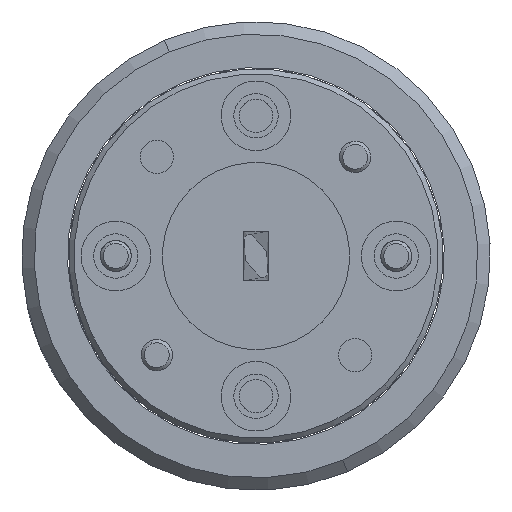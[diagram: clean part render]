
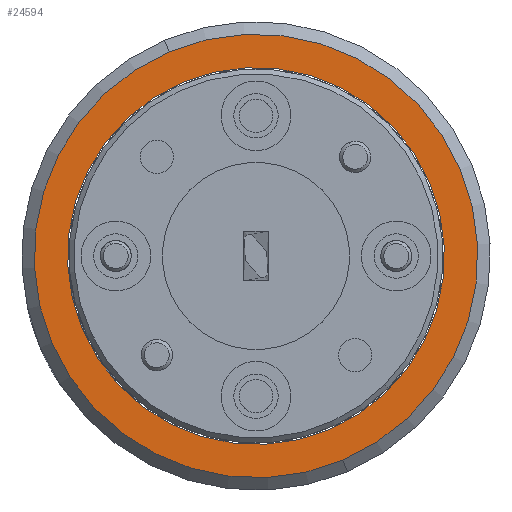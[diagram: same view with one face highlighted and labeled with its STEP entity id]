
A CAD part, left-side view. The second image highlights one B-rep face of the part: STEP entity #24594.
In plain terms, the highlighted planar face has unit normal (-1, 0, 0).
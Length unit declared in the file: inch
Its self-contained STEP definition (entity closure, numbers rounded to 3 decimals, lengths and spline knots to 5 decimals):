
#470 = CARTESIAN_POINT ( 'NONE',  ( -2.09809, -0.10385, -0.81183 ) ) ;
#3000 = CARTESIAN_POINT ( 'NONE',  ( -2.09809, 0.07003, -0.40221 ) ) ;
#4434 = EDGE_CURVE ( 'NONE', #53925, #49072, #45671, .T. ) ;
#5733 = ORIENTED_EDGE ( 'NONE', *, *, #18089, .T. ) ;
#5887 = EDGE_CURVE ( 'NONE', #23270, #41932, #51340, .T. ) ;
#5983 = AXIS2_PLACEMENT_3D ( 'NONE', #45302, #35672, #35359 ) ;
#8242 = DIRECTION ( 'NONE',  ( 1., 0., 0. ) ) ;
#8314 = DIRECTION ( 'NONE',  ( 1., 0., 0. ) ) ;
#10126 = ORIENTED_EDGE ( 'NONE', *, *, #44352, .T. ) ;
#10365 = CARTESIAN_POINT ( 'NONE',  ( -2.09809, 0.24391, 0.00742 ) ) ;
#11991 = DIRECTION ( 'NONE',  ( 1., 0., 0. ) ) ;
#12618 = AXIS2_PLACEMENT_3D ( 'NONE', #3000, #11991, #49904 ) ;
#13007 = CIRCLE ( 'NONE', #32827, 0.445 ) ;
#13615 = AXIS2_PLACEMENT_3D ( 'NONE', #21945, #8314, #59884 ) ;
#17005 = EDGE_LOOP ( 'NONE', ( #5733, #25355 ) ) ;
#18089 = EDGE_CURVE ( 'NONE', #41932, #23270, #39053, .T. ) ;
#21945 = CARTESIAN_POINT ( 'NONE',  ( -2.09809, 0.07003, -0.40221 ) ) ;
#23270 = VERTEX_POINT ( 'NONE', #34712 ) ;
#24594 = ADVANCED_FACE ( 'NONE', ( #41256, #27568 ), #50875, .F. ) ;
#25355 = ORIENTED_EDGE ( 'NONE', *, *, #5887, .T. ) ;
#26506 = DIRECTION ( 'NONE',  ( 0., -0.391, -0.921 ) ) ;
#27568 = FACE_BOUND ( 'NONE', #17005, .T. ) ;
#32827 = AXIS2_PLACEMENT_3D ( 'NONE', #54470, #36459, #26506 ) ;
#33007 = EDGE_LOOP ( 'NONE', ( #10126, #35576 ) ) ;
#34712 = CARTESIAN_POINT ( 'NONE',  ( -2.09809, -0.07767, -0.75016 ) ) ;
#35359 = DIRECTION ( 'NONE',  ( 0., -0.391, -0.921 ) ) ;
#35576 = ORIENTED_EDGE ( 'NONE', *, *, #4434, .T. ) ;
#35672 = DIRECTION ( 'NONE',  ( -1., 0., 0. ) ) ;
#36459 = DIRECTION ( 'NONE',  ( -1., 0., 0. ) ) ;
#39053 = CIRCLE ( 'NONE', #50960, 0.378 ) ;
#41256 = FACE_OUTER_BOUND ( 'NONE', #33007, .T. ) ;
#41800 = DIRECTION ( 'NONE',  ( 0., -0.391, -0.921 ) ) ;
#41932 = VERTEX_POINT ( 'NONE', #55750 ) ;
#42105 = CARTESIAN_POINT ( 'NONE',  ( -2.09809, 0.07003, -0.40221 ) ) ;
#44352 = EDGE_CURVE ( 'NONE', #49072, #53925, #13007, .T. ) ;
#45302 = CARTESIAN_POINT ( 'NONE',  ( -2.09809, 0.07003, -0.40221 ) ) ;
#45671 = CIRCLE ( 'NONE', #5983, 0.445 ) ;
#49072 = VERTEX_POINT ( 'NONE', #470 ) ;
#49904 = DIRECTION ( 'NONE',  ( 0., -0.391, -0.921 ) ) ;
#50875 = PLANE ( 'NONE',  #13615 ) ;
#50960 = AXIS2_PLACEMENT_3D ( 'NONE', #42105, #8242, #41800 ) ;
#51340 = CIRCLE ( 'NONE', #12618, 0.378 ) ;
#53925 = VERTEX_POINT ( 'NONE', #10365 ) ;
#54470 = CARTESIAN_POINT ( 'NONE',  ( -2.09809, 0.07003, -0.40221 ) ) ;
#55750 = CARTESIAN_POINT ( 'NONE',  ( -2.09809, 0.21773, -0.05425 ) ) ;
#59884 = DIRECTION ( 'NONE',  ( 0., -0.391, -0.921 ) ) ;
